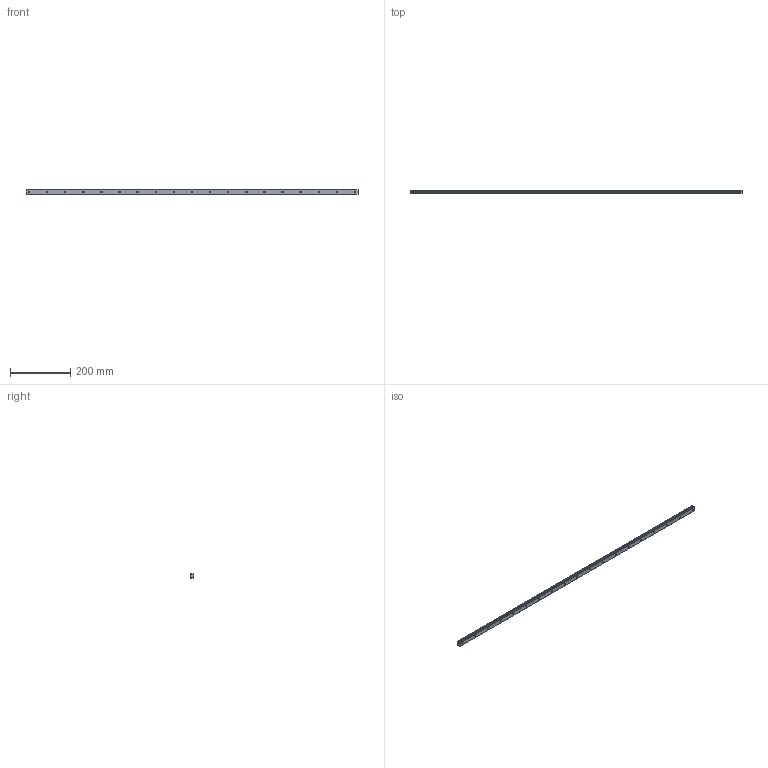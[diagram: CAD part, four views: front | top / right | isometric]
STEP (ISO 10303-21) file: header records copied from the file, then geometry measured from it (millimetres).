
FILE_DESCRIPTION (( 'STEP AP214' ), '1' );
FILE_NAME ('SHS15 1100L G10.STEP', '2021-05-25T11:59:34', ( '' ), ( '' ), 'SwSTEP 2.0', 'SolidWorks 2021', '' );
FILE_SCHEMA (( 'AUTOMOTIVE_DESIGN' ));
Length unit declared in the file: millimetre
Products named in the file (2): _SHS15C110010 Track; SHS15 1100L G10
Assembly tree (1 placements, depth 2):
  SHS15 1100L G10
    _SHS15C110010 Track
Bounding box: 1100 x 13 x 15 mm (x, y, z)
Volume: 177655.1 mm3; surface area: 66427.2 mm2
Topology: 1 solids, 1 shells, 140 faces, 357 edges, 238 vertices
Faces by surface type: cylinder 99, plane 41
Entity records: 4481 total; most frequent: DIRECTION 843, CARTESIAN_POINT 739, ORIENTED_EDGE 714, EDGE_CURVE 357, AXIS2_PLACEMENT_3D 342, VERTEX_POINT 238, CIRCLE 198, EDGE_LOOP 197
